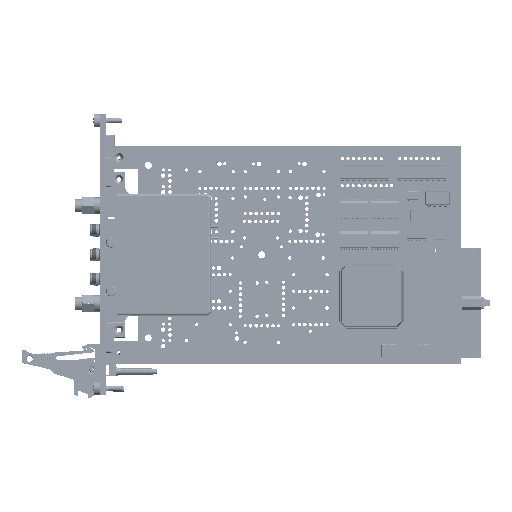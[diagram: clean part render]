
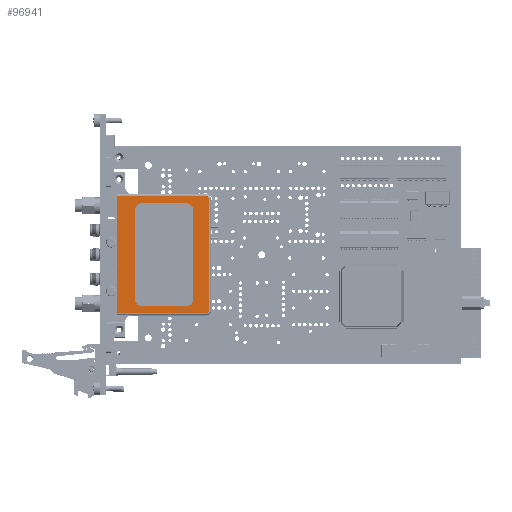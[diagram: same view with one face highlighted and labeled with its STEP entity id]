
A CAD part, top view. The second image highlights one B-rep face of the part: STEP entity #96941.
In plain terms, the highlighted planar face has unit normal (0, 0, 1).
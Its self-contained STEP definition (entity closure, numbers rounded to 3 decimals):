
#4144 = PLANE ( 'NONE',  #5793 ) ;
#4152 = CARTESIAN_POINT ( 'NONE',  ( 18.869, 29.431, 105.29 ) ) ;
#4153 = DIRECTION ( 'NONE',  ( 0., 0., 1. ) ) ;
#4154 = DIRECTION ( 'NONE',  ( 0., -1., 0. ) ) ;
#5793 = AXIS2_PLACEMENT_3D ( 'NONE', #4152, #4153, #4154 ) ;
#15937 = EDGE_CURVE ( 'NONE', #81469, #81457, #207462, .T. ) ;
#16092 = EDGE_CURVE ( 'NONE', #81841, #81735, #207988, .T. ) ;
#16099 = EDGE_CURVE ( 'NONE', #81846, #81837, #207993, .T. ) ;
#16180 = EDGE_CURVE ( 'NONE', #81453, #81469, #208296, .T. ) ;
#16425 = EDGE_CURVE ( 'NONE', #81756, #81811, #209016, .T. ) ;
#16447 = EDGE_CURVE ( 'NONE', #81735, #81756, #209084, .T. ) ;
#16728 = EDGE_CURVE ( 'NONE', #81447, #81453, #209892, .T. ) ;
#16813 = EDGE_CURVE ( 'NONE', #81457, #81475, #210011, .T. ) ;
#16966 = EDGE_CURVE ( 'NONE', #81806, #81819, #210252, .T. ) ;
#17077 = EDGE_CURVE ( 'NONE', #81811, #81806, #210478, .T. ) ;
#17305 = EDGE_CURVE ( 'NONE', #81475, #81846, #210778, .T. ) ;
#17319 = EDGE_CURVE ( 'NONE', #81837, #81462, #210807, .T. ) ;
#17490 = EDGE_CURVE ( 'NONE', #81462, #81447, #211020, .T. ) ;
#17935 = EDGE_CURVE ( 'NONE', #81819, #81841, #116854, .T. ) ;
#25843 = EDGE_LOOP ( 'NONE', ( #104129, #104131, #104133, #104136, #104138, #104140 ) ) ;
#25876 = EDGE_LOOP ( 'NONE', ( #104142, #104143, #104145, #104148, #104150, #104151, #104153, #104155 ) ) ;
#81447 = VERTEX_POINT ( 'NONE', #200749 ) ;
#81453 = VERTEX_POINT ( 'NONE', #200754 ) ;
#81457 = VERTEX_POINT ( 'NONE', #200758 ) ;
#81462 = VERTEX_POINT ( 'NONE', #200764 ) ;
#81469 = VERTEX_POINT ( 'NONE', #200773 ) ;
#81475 = VERTEX_POINT ( 'NONE', #200777 ) ;
#81735 = VERTEX_POINT ( 'NONE', #200971 ) ;
#81756 = VERTEX_POINT ( 'NONE', #200984 ) ;
#81806 = VERTEX_POINT ( 'NONE', #201014 ) ;
#81811 = VERTEX_POINT ( 'NONE', #201016 ) ;
#81819 = VERTEX_POINT ( 'NONE', #201021 ) ;
#81837 = VERTEX_POINT ( 'NONE', #201033 ) ;
#81841 = VERTEX_POINT ( 'NONE', #201036 ) ;
#81846 = VERTEX_POINT ( 'NONE', #201039 ) ;
#96941 = ADVANCED_FACE ( 'NONE', ( #147317, #147319 ), #4144, .T. ) ;
#101475 = CARTESIAN_POINT ( 'NONE',  ( -10.731, 34.731, 105.29 ) ) ;
#101477 = DIRECTION ( 'NONE',  ( 0., 0., 1. ) ) ;
#101480 = DIRECTION ( 'NONE',  ( 0., -1., 0. ) ) ;
#102929 = CARTESIAN_POINT ( 'NONE',  ( 12.769, 75.731, 105.29 ) ) ;
#102934 = CARTESIAN_POINT ( 'NONE',  ( 18.869, 81.031, 105.29 ) ) ;
#102936 = DIRECTION ( 'NONE',  ( 0., 0., 1. ) ) ;
#102939 = DIRECTION ( 'NONE',  ( 0., -1., 0. ) ) ;
#102959 = DIRECTION ( 'NONE',  ( 0., 1., 0. ) ) ;
#104129 = ORIENTED_EDGE ( 'NONE', *, *, #16092, .T. ) ;
#104131 = ORIENTED_EDGE ( 'NONE', *, *, #16447, .T. ) ;
#104133 = ORIENTED_EDGE ( 'NONE', *, *, #16425, .T. ) ;
#104136 = ORIENTED_EDGE ( 'NONE', *, *, #17077, .T. ) ;
#104138 = ORIENTED_EDGE ( 'NONE', *, *, #16966, .T. ) ;
#104140 = ORIENTED_EDGE ( 'NONE', *, *, #17935, .T. ) ;
#104142 = ORIENTED_EDGE ( 'NONE', *, *, #16099, .F. ) ;
#104143 = ORIENTED_EDGE ( 'NONE', *, *, #17305, .F. ) ;
#104145 = ORIENTED_EDGE ( 'NONE', *, *, #16813, .F. ) ;
#104148 = ORIENTED_EDGE ( 'NONE', *, *, #15937, .F. ) ;
#104150 = ORIENTED_EDGE ( 'NONE', *, *, #16180, .F. ) ;
#104151 = ORIENTED_EDGE ( 'NONE', *, *, #16728, .F. ) ;
#104153 = ORIENTED_EDGE ( 'NONE', *, *, #17490, .F. ) ;
#104155 = ORIENTED_EDGE ( 'NONE', *, *, #17319, .F. ) ;
#116854 = LINE ( 'NONE', #127594, #116857 ) ;
#116857 = VECTOR ( 'NONE', #127601, 1000. ) ;
#127594 = CARTESIAN_POINT ( 'NONE',  ( 19.869, 81.031, 105.29 ) ) ;
#127601 = DIRECTION ( 'NONE',  ( 0., 1., 0. ) ) ;
#132101 = CARTESIAN_POINT ( 'NONE',  ( -10.731, 75.731, 105.29 ) ) ;
#132105 = DIRECTION ( 'NONE',  ( 0., 0., 1. ) ) ;
#132109 = DIRECTION ( 'NONE',  ( 0., -1., 0. ) ) ;
#133278 = CARTESIAN_POINT ( 'NONE',  ( 9.769, 31.731, 105.29 ) ) ;
#133282 = DIRECTION ( 'NONE',  ( 1., 0., 0. ) ) ;
#134560 = CARTESIAN_POINT ( 'NONE',  ( 18.869, 29.431, 105.29 ) ) ;
#134565 = DIRECTION ( 'NONE',  ( 0., 0., 1. ) ) ;
#134570 = DIRECTION ( 'NONE',  ( 0., -1., 0. ) ) ;
#147317 = FACE_OUTER_BOUND ( 'NONE', #25843, .T. ) ;
#147319 = FACE_BOUND ( 'NONE', #25876, .T. ) ;
#176634 = CARTESIAN_POINT ( 'NONE',  ( -13.731, 75.731, 105.29 ) ) ;
#176637 = DIRECTION ( 'NONE',  ( 0., -1., 0. ) ) ;
#178723 = CARTESIAN_POINT ( 'NONE',  ( -21.831, 27.431, 105.29 ) ) ;
#178728 = DIRECTION ( 'NONE',  ( 0., -1., 0. ) ) ;
#178853 = CARTESIAN_POINT ( 'NONE',  ( -21.831, 82.031, 105.29 ) ) ;
#178872 = DIRECTION ( 'NONE',  ( -1., 0., 0. ) ) ;
#200749 = CARTESIAN_POINT ( 'NONE',  ( -10.731, 78.731, 105.29 ) ) ;
#200754 = CARTESIAN_POINT ( 'NONE',  ( -13.731, 75.731, 105.29 ) ) ;
#200758 = CARTESIAN_POINT ( 'NONE',  ( -10.731, 31.731, 105.29 ) ) ;
#200764 = CARTESIAN_POINT ( 'NONE',  ( 9.769, 78.731, 105.29 ) ) ;
#200773 = CARTESIAN_POINT ( 'NONE',  ( -13.731, 34.731, 105.29 ) ) ;
#200777 = CARTESIAN_POINT ( 'NONE',  ( 9.769, 31.731, 105.29 ) ) ;
#200971 = CARTESIAN_POINT ( 'NONE',  ( 18.869, 82.031, 105.29 ) ) ;
#200984 = CARTESIAN_POINT ( 'NONE',  ( -21.831, 82.031, 105.29 ) ) ;
#201014 = CARTESIAN_POINT ( 'NONE',  ( 18.869, 28.431, 105.29 ) ) ;
#201016 = CARTESIAN_POINT ( 'NONE',  ( -21.831, 28.431, 105.29 ) ) ;
#201021 = CARTESIAN_POINT ( 'NONE',  ( 19.869, 29.431, 105.29 ) ) ;
#201033 = CARTESIAN_POINT ( 'NONE',  ( 12.769, 75.731, 105.29 ) ) ;
#201036 = CARTESIAN_POINT ( 'NONE',  ( 19.869, 81.031, 105.29 ) ) ;
#201039 = CARTESIAN_POINT ( 'NONE',  ( 12.769, 34.731, 105.29 ) ) ;
#207462 = CIRCLE ( 'NONE', #223065, 3. ) ;
#207988 = CIRCLE ( 'NONE', #223094, 1. ) ;
#207993 = LINE ( 'NONE', #102929, #208031 ) ;
#208031 = VECTOR ( 'NONE', #102959, 1000. ) ;
#208296 = LINE ( 'NONE', #176634, #208310 ) ;
#208310 = VECTOR ( 'NONE', #176637, 1000. ) ;
#209016 = LINE ( 'NONE', #178723, #209036 ) ;
#209036 = VECTOR ( 'NONE', #178728, 1000. ) ;
#209084 = LINE ( 'NONE', #178853, #209102 ) ;
#209102 = VECTOR ( 'NONE', #178872, 1000. ) ;
#209892 = CIRCLE ( 'NONE', #223267, 3. ) ;
#210011 = LINE ( 'NONE', #133278, #210026 ) ;
#210026 = VECTOR ( 'NONE', #133282, 1000. ) ;
#210252 = CIRCLE ( 'NONE', #223305, 1. ) ;
#210478 = LINE ( 'NONE', #234731, #210486 ) ;
#210486 = VECTOR ( 'NONE', #234736, 1000. ) ;
#210778 = CIRCLE ( 'NONE', #223353, 3. ) ;
#210807 = CIRCLE ( 'NONE', #223359, 3. ) ;
#211020 = LINE ( 'NONE', #236107, #211028 ) ;
#211028 = VECTOR ( 'NONE', #236109, 1000. ) ;
#223065 = AXIS2_PLACEMENT_3D ( 'NONE', #101475, #101477, #101480 ) ;
#223094 = AXIS2_PLACEMENT_3D ( 'NONE', #102934, #102936, #102939 ) ;
#223267 = AXIS2_PLACEMENT_3D ( 'NONE', #132101, #132105, #132109 ) ;
#223305 = AXIS2_PLACEMENT_3D ( 'NONE', #134560, #134565, #134570 ) ;
#223353 = AXIS2_PLACEMENT_3D ( 'NONE', #235640, #235642, #235643 ) ;
#223359 = AXIS2_PLACEMENT_3D ( 'NONE', #235664, #235665, #235667 ) ;
#234731 = CARTESIAN_POINT ( 'NONE',  ( 18.869, 28.431, 105.29 ) ) ;
#234736 = DIRECTION ( 'NONE',  ( 1., 0., 0. ) ) ;
#235640 = CARTESIAN_POINT ( 'NONE',  ( 9.769, 34.731, 105.29 ) ) ;
#235642 = DIRECTION ( 'NONE',  ( 0., 0., 1. ) ) ;
#235643 = DIRECTION ( 'NONE',  ( 0., 1., 0. ) ) ;
#235664 = CARTESIAN_POINT ( 'NONE',  ( 9.769, 75.731, 105.29 ) ) ;
#235665 = DIRECTION ( 'NONE',  ( 0., 0., 1. ) ) ;
#235667 = DIRECTION ( 'NONE',  ( 0., -1., 0. ) ) ;
#236107 = CARTESIAN_POINT ( 'NONE',  ( 9.769, 78.731, 105.29 ) ) ;
#236109 = DIRECTION ( 'NONE',  ( -1., 0., 0. ) ) ;
